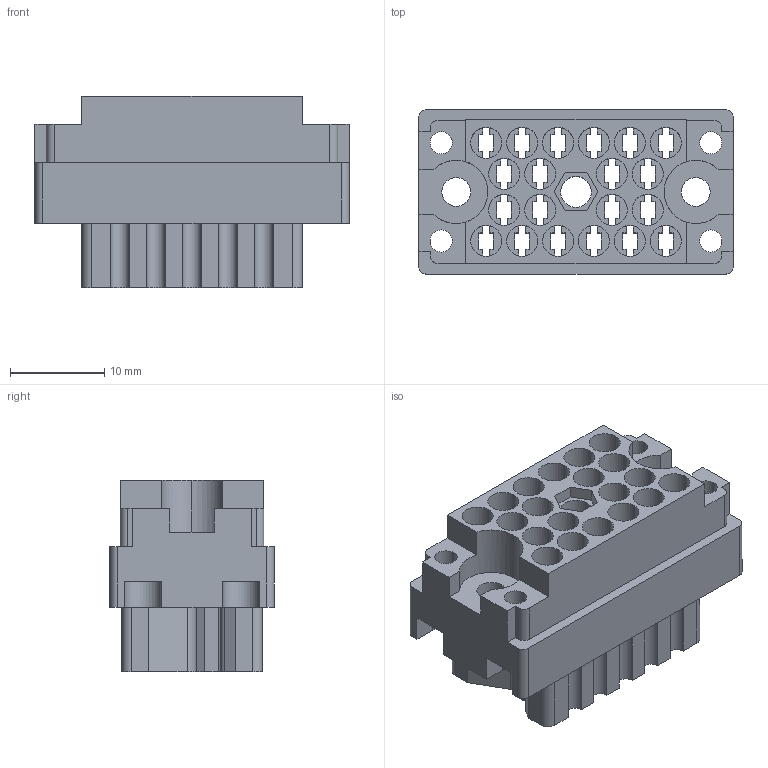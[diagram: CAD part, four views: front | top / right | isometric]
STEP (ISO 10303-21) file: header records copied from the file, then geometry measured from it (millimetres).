
FILE_DESCRIPTION (( 'STEP AP203' ), '1' );
FILE_NAME ('516-020-000-200.STEP', '2020-03-04T15:42:14', ( '' ), ( '' ), 'SwSTEP 2.0', 'SolidWorks 2016', '' );
FILE_SCHEMA (( 'CONFIG_CONTROL_DESIGN' ));
Length unit declared in the file: inch
Products named in the file (2): 516 Part Receptacle_020; 516-020-000-200
Assembly tree (1 placements, depth 2):
  516-020-000-200
    516 Part Receptacle_020
Bounding box: 33.32 x 17.42 x 20.27 mm (x, y, z)
Volume: 5008.8 mm3; surface area: 8272.4 mm2
Topology: 1 solids, 1 shells, 610 faces, 1790 edges, 1192 vertices
Faces by surface type: plane 415, cylinder 193, cone 2
Entity records: 20600 total; most frequent: CARTESIAN_POINT 3596, ORIENTED_EDGE 3580, DIRECTION 3488, EDGE_CURVE 1790, VECTOR 1320, LINE 1320, VERTEX_POINT 1192, AXIS2_PLACEMENT_3D 1084
